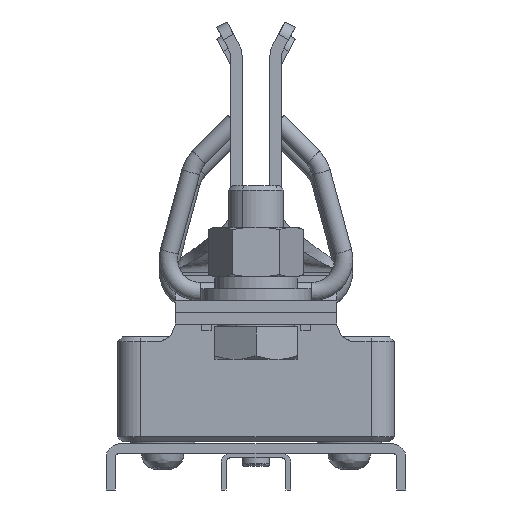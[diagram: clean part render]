
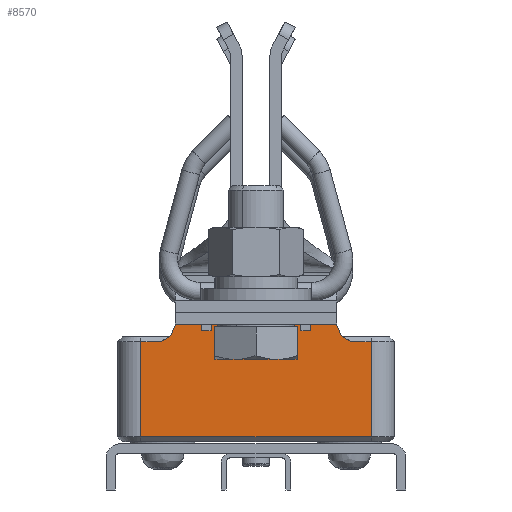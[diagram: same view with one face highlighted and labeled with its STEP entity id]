
A CAD part, front view. The second image highlights one B-rep face of the part: STEP entity #8570.
In plain terms, the highlighted face is planar.
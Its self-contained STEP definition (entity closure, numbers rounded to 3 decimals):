
#6170=DIRECTION('',(0.,-1.,0.));
#6171=VECTOR('',#6170,0.5);
#6172=CARTESIAN_POINT('',(-5.,26.,25.));
#6173=LINE('',#6172,#6171);
#6177=DIRECTION('',(1.,0.,0.));
#6178=VECTOR('',#6177,10.);
#6179=CARTESIAN_POINT('',(-5.,25.5,25.));
#6180=LINE('',#6179,#6178);
#6184=DIRECTION('',(0.,-1.,0.));
#6185=VECTOR('',#6184,0.5);
#6186=CARTESIAN_POINT('',(5.,26.,25.));
#6187=LINE('',#6186,#6185);
#6191=DIRECTION('',(-0.819,0.574,0.));
#6192=VECTOR('',#6191,0.819);
#6193=CARTESIAN_POINT('',(17.671,25.53,25.));
#6194=LINE('',#6193,#6192);
#6198=DIRECTION('',(0.342,-0.94,0.));
#6199=VECTOR('',#6198,1.98);
#6200=CARTESIAN_POINT('',(17.671,25.53,25.));
#6201=LINE('',#6200,#6199);
#6205=DIRECTION('',(-1.,0.,0.));
#6206=VECTOR('',#6205,4.553);
#6207=CARTESIAN_POINT('',(25.,22.2,25.));
#6208=LINE('',#6207,#6206);
#6212=DIRECTION('',(1.,0.,0.));
#6213=VECTOR('',#6212,50.);
#6214=CARTESIAN_POINT('',(-25.,1.5,25.));
#6215=LINE('',#6214,#6213);
#6219=DIRECTION('',(0.,1.,0.));
#6220=VECTOR('',#6219,20.7);
#6221=CARTESIAN_POINT('',(-25.,1.5,25.));
#6222=LINE('',#6221,#6220);
#6226=DIRECTION('',(-1.,0.,0.));
#6227=VECTOR('',#6226,4.553);
#6228=CARTESIAN_POINT('',(-20.447,22.2,25.));
#6229=LINE('',#6228,#6227);
#6233=DIRECTION('',(-0.342,-0.94,0.));
#6234=VECTOR('',#6233,1.98);
#6235=CARTESIAN_POINT('',(-17.671,25.53,25.));
#6236=LINE('',#6235,#6234);
#6240=DIRECTION('',(-0.819,-0.574,0.));
#6241=VECTOR('',#6240,0.819);
#6242=CARTESIAN_POINT('',(-17.,26.,25.));
#6243=LINE('',#6242,#6241);
#6254=DIRECTION('',(1.,0.,0.));
#6255=VECTOR('',#6254,12.);
#6256=CARTESIAN_POINT('',(-17.,26.,25.));
#6257=LINE('',#6256,#6255);
#6296=DIRECTION('',(1.,0.,0.));
#6297=VECTOR('',#6296,12.);
#6298=CARTESIAN_POINT('',(5.,26.,25.));
#6299=LINE('',#6298,#6297);
#6387=DIRECTION('',(-0.819,-0.574,0.));
#6388=VECTOR('',#6387,2.563);
#6389=CARTESIAN_POINT('',(-18.348,23.67,25.));
#6390=LINE('',#6389,#6388);
#6467=DIRECTION('',(0.,1.,0.));
#6468=VECTOR('',#6467,20.7);
#6469=CARTESIAN_POINT('',(25.,1.5,25.));
#6470=LINE('',#6469,#6468);
#7197=DIRECTION('',(-0.819,0.574,0.));
#7198=VECTOR('',#7197,2.563);
#7199=CARTESIAN_POINT('',(20.447,22.2,25.));
#7200=LINE('',#7199,#7198);
#7335=CARTESIAN_POINT('',(25.,22.2,25.));
#7336=CARTESIAN_POINT('',(20.447,22.2,25.));
#7337=VERTEX_POINT('',#7335);
#7338=VERTEX_POINT('',#7336);
#7359=CARTESIAN_POINT('',(-25.,22.2,25.));
#7361=VERTEX_POINT('',#7359);
#7367=CARTESIAN_POINT('',(-20.447,22.2,25.));
#7368=VERTEX_POINT('',#7367);
#7520=CARTESIAN_POINT('',(-25.,1.5,25.));
#7522=VERTEX_POINT('',#7520);
#7527=CARTESIAN_POINT('',(25.,1.5,25.));
#7528=VERTEX_POINT('',#7527);
#7567=CARTESIAN_POINT('',(-5.,26.,25.));
#7569=VERTEX_POINT('',#7567);
#7571=CARTESIAN_POINT('',(5.,26.,25.));
#7573=VERTEX_POINT('',#7571);
#7575=CARTESIAN_POINT('',(-5.,25.5,25.));
#7576=VERTEX_POINT('',#7575);
#7577=CARTESIAN_POINT('',(5.,25.5,25.));
#7578=VERTEX_POINT('',#7577);
#7623=CARTESIAN_POINT('',(18.348,23.67,25.));
#7624=VERTEX_POINT('',#7623);
#7625=CARTESIAN_POINT('',(-18.348,23.67,25.));
#7626=VERTEX_POINT('',#7625);
#7627=CARTESIAN_POINT('',(17.671,25.53,25.));
#7628=CARTESIAN_POINT('',(17.,26.,25.));
#7629=VERTEX_POINT('',#7627);
#7630=VERTEX_POINT('',#7628);
#7631=CARTESIAN_POINT('',(-17.,26.,25.));
#7632=CARTESIAN_POINT('',(-17.671,25.53,25.));
#7633=VERTEX_POINT('',#7631);
#7634=VERTEX_POINT('',#7632);
#8532=CARTESIAN_POINT('',(-25.,0.,25.));
#8533=DIRECTION('',(0.,0.,1.));
#8534=DIRECTION('',(1.,0.,0.));
#8535=AXIS2_PLACEMENT_3D('',#8532,#8533,#8534);
#8536=PLANE('',#8535);
#8538=ORIENTED_EDGE('',*,*,#8537,.T.);
#8539=ORIENTED_EDGE('',*,*,#8510,.T.);
#8541=ORIENTED_EDGE('',*,*,#8540,.F.);
#8543=ORIENTED_EDGE('',*,*,#8542,.T.);
#8545=ORIENTED_EDGE('',*,*,#8544,.F.);
#8547=ORIENTED_EDGE('',*,*,#8546,.T.);
#8549=ORIENTED_EDGE('',*,*,#8548,.F.);
#8551=ORIENTED_EDGE('',*,*,#8550,.F.);
#8553=ORIENTED_EDGE('',*,*,#8552,.F.);
#8555=ORIENTED_EDGE('',*,*,#8554,.F.);
#8557=ORIENTED_EDGE('',*,*,#8556,.T.);
#8559=ORIENTED_EDGE('',*,*,#8558,.F.);
#8561=ORIENTED_EDGE('',*,*,#8560,.F.);
#8563=ORIENTED_EDGE('',*,*,#8562,.F.);
#8565=ORIENTED_EDGE('',*,*,#8564,.F.);
#8567=ORIENTED_EDGE('',*,*,#8566,.T.);
#8568=EDGE_LOOP('',(#8538,#8539,#8541,#8543,#8545,#8547,#8549,#8551,#8553,#8555,
#8557,#8559,#8561,#8563,#8565,#8567));
#8569=FACE_OUTER_BOUND('',#8568,.F.);
#8510=EDGE_CURVE('',#7576,#7578,#6180,.T.);
#8537=EDGE_CURVE('',#7569,#7576,#6173,.T.);
#8540=EDGE_CURVE('',#7573,#7578,#6187,.T.);
#8542=EDGE_CURVE('',#7573,#7630,#6299,.T.);
#8544=EDGE_CURVE('',#7629,#7630,#6194,.T.);
#8546=EDGE_CURVE('',#7629,#7624,#6201,.T.);
#8548=EDGE_CURVE('',#7338,#7624,#7200,.T.);
#8550=EDGE_CURVE('',#7337,#7338,#6208,.T.);
#8552=EDGE_CURVE('',#7528,#7337,#6470,.T.);
#8554=EDGE_CURVE('',#7522,#7528,#6215,.T.);
#8556=EDGE_CURVE('',#7522,#7361,#6222,.T.);
#8558=EDGE_CURVE('',#7368,#7361,#6229,.T.);
#8560=EDGE_CURVE('',#7626,#7368,#6390,.T.);
#8562=EDGE_CURVE('',#7634,#7626,#6236,.T.);
#8564=EDGE_CURVE('',#7633,#7634,#6243,.T.);
#8566=EDGE_CURVE('',#7633,#7569,#6257,.T.);
#8570=ADVANCED_FACE('',(#8569),#8536,.T.);
